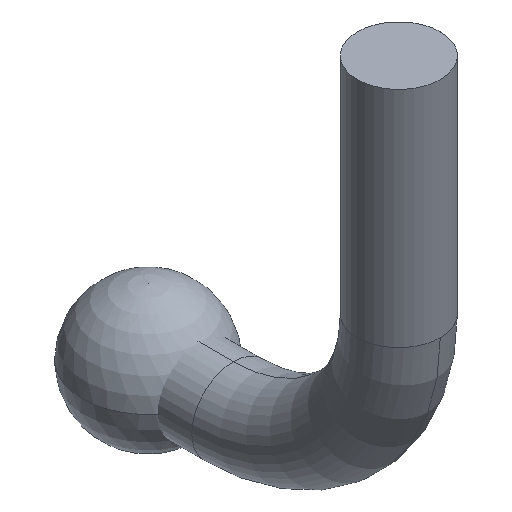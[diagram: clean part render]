
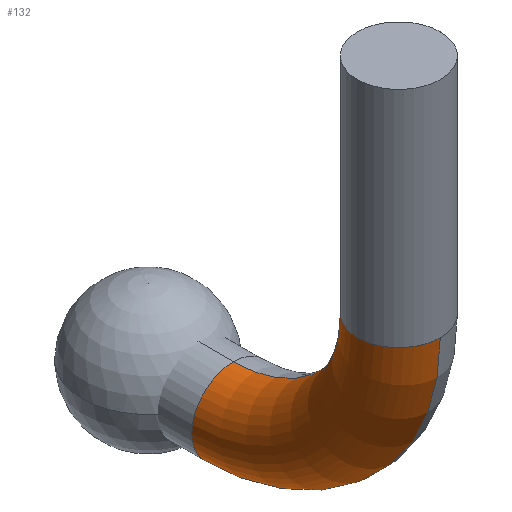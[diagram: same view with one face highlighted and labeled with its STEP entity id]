
A CAD part, isometric view. The second image highlights one B-rep face of the part: STEP entity #132.
In plain terms, the highlighted toroidal (fillet/blend) face has major radius 10 mm and minor radius 2.5 mm.
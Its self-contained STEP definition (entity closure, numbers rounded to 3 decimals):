
#5 = DIRECTION ( 'NONE',  ( 1., 0., 0. ) ) ;
#9 = AXIS2_PLACEMENT_3D ( 'NONE', #510, #371, #553 ) ;
#27 = CIRCLE ( 'NONE', #169, 2.5 ) ;
#41 = VERTEX_POINT ( 'NONE', #326 ) ;
#43 = CIRCLE ( 'NONE', #358, 7.5 ) ;
#55 = DIRECTION ( 'NONE',  ( 0., -1., 0. ) ) ;
#71 = CARTESIAN_POINT ( 'NONE',  ( 0., 0., -13.5 ) ) ;
#72 = VERTEX_POINT ( 'NONE', #289 ) ;
#93 = EDGE_CURVE ( 'NONE', #295, #391, #43, .T. ) ;
#94 = DIRECTION ( 'NONE',  ( 1., 0., 0. ) ) ;
#95 = CIRCLE ( 'NONE', #414, 2.5 ) ;
#105 = FACE_OUTER_BOUND ( 'NONE', #489, .T. ) ;
#109 = ORIENTED_EDGE ( 'NONE', *, *, #195, .F. ) ;
#111 = TOROIDAL_SURFACE ( 'NONE', #9, 10., 2.5 ) ;
#132 = ADVANCED_FACE ( 'NONE', ( #105 ), #111, .T. ) ;
#169 = AXIS2_PLACEMENT_3D ( 'NONE', #399, #225, #5 ) ;
#179 = AXIS2_PLACEMENT_3D ( 'NONE', #351, #94, #453 ) ;
#195 = EDGE_CURVE ( 'NONE', #437, #41, #95, .T. ) ;
#203 = CIRCLE ( 'NONE', #179, 12.5 ) ;
#213 = ORIENTED_EDGE ( 'NONE', *, *, #439, .T. ) ;
#225 = DIRECTION ( 'NONE',  ( 0., 0., 1. ) ) ;
#232 = CARTESIAN_POINT ( 'NONE',  ( -2.5, 0., -13.5 ) ) ;
#244 = CARTESIAN_POINT ( 'NONE',  ( 0., 10., -13.5 ) ) ;
#266 = CARTESIAN_POINT ( 'NONE',  ( 0., 10., -23.5 ) ) ;
#289 = CARTESIAN_POINT ( 'NONE',  ( 0., 10., -26. ) ) ;
#290 = DIRECTION ( 'NONE',  ( 0., 0., -1. ) ) ;
#295 = VERTEX_POINT ( 'NONE', #362 ) ;
#314 = DIRECTION ( 'NONE',  ( 1., 0., 0. ) ) ;
#326 = CARTESIAN_POINT ( 'NONE',  ( 0., -2.5, -13.5 ) ) ;
#329 = DIRECTION ( 'NONE',  ( 0., 0., 1. ) ) ;
#333 = ORIENTED_EDGE ( 'NONE', *, *, #530, .F. ) ;
#335 = ORIENTED_EDGE ( 'NONE', *, *, #343, .F. ) ;
#343 = EDGE_CURVE ( 'NONE', #41, #72, #203, .T. ) ;
#351 = CARTESIAN_POINT ( 'NONE',  ( 0., 10., -13.5 ) ) ;
#358 = AXIS2_PLACEMENT_3D ( 'NONE', #244, #366, #290 ) ;
#362 = CARTESIAN_POINT ( 'NONE',  ( 0., 2.5, -13.5 ) ) ;
#366 = DIRECTION ( 'NONE',  ( 1., 0., 0. ) ) ;
#371 = DIRECTION ( 'NONE',  ( 1., 0., 0. ) ) ;
#372 = CIRCLE ( 'NONE', #532, 2.5 ) ;
#391 = VERTEX_POINT ( 'NONE', #396 ) ;
#396 = CARTESIAN_POINT ( 'NONE',  ( 0., 10., -21. ) ) ;
#399 = CARTESIAN_POINT ( 'NONE',  ( 0., 0., -13.5 ) ) ;
#414 = AXIS2_PLACEMENT_3D ( 'NONE', #71, #329, #516 ) ;
#437 = VERTEX_POINT ( 'NONE', #232 ) ;
#439 = EDGE_CURVE ( 'NONE', #391, #72, #372, .T. ) ;
#453 = DIRECTION ( 'NONE',  ( 0., 0., -1. ) ) ;
#489 = EDGE_LOOP ( 'NONE', ( #335, #109, #333, #531, #213 ) ) ;
#510 = CARTESIAN_POINT ( 'NONE',  ( 0., 10., -13.5 ) ) ;
#516 = DIRECTION ( 'NONE',  ( 1., 0., 0. ) ) ;
#530 = EDGE_CURVE ( 'NONE', #295, #437, #27, .T. ) ;
#531 = ORIENTED_EDGE ( 'NONE', *, *, #93, .T. ) ;
#532 = AXIS2_PLACEMENT_3D ( 'NONE', #266, #55, #314 ) ;
#553 = DIRECTION ( 'NONE',  ( 0., 0., -1. ) ) ;
